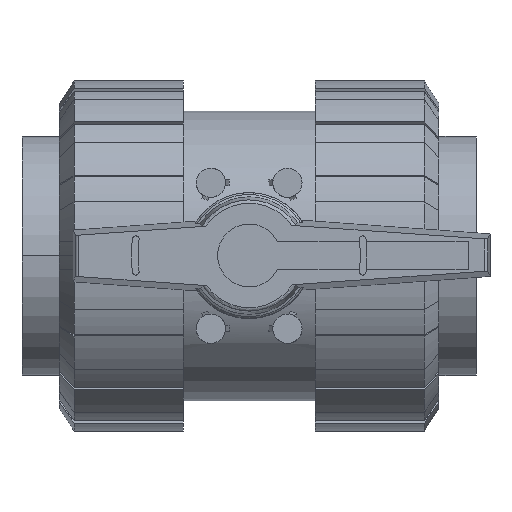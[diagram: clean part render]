
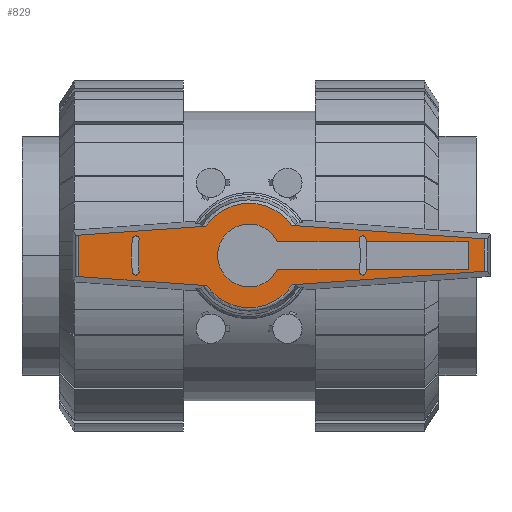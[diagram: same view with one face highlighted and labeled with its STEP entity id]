
A CAD part, top view. The second image highlights one B-rep face of the part: STEP entity #829.
In plain terms, the highlighted planar face has unit normal (0, 0, 1).
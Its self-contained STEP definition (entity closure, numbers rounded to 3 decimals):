
#829=ADVANCED_FACE('',(#1897,#1898,#1899),#1900,.T.);
#1897=FACE_BOUND('',#3278,.T.);
#1898=FACE_BOUND('',#3279,.T.);
#1899=FACE_OUTER_BOUND('',#3280,.T.);
#1900=PLANE('',#3281);
#3278=EDGE_LOOP('',(#5358,#5359,#5360,#5361,#5362,#5363,#5364,#5365,#5366,#5367,#5368,#5369,#5370));
#3279=EDGE_LOOP('',(#5371,#5372,#5373,#5374));
#3280=EDGE_LOOP('',(#5375,#5376,#5377,#5378,#5379,#5380,#5381,#5382));
#3281=AXIS2_PLACEMENT_3D('',#5383,#5384,#5385);
#5358=ORIENTED_EDGE('',*,*,#8788,.T.);
#5359=ORIENTED_EDGE('',*,*,#8861,.T.);
#5360=ORIENTED_EDGE('',*,*,#8958,.T.);
#5361=ORIENTED_EDGE('',*,*,#8960,.T.);
#5362=ORIENTED_EDGE('',*,*,#8727,.T.);
#5363=ORIENTED_EDGE('',*,*,#8792,.T.);
#5364=ORIENTED_EDGE('',*,*,#8696,.T.);
#5365=ORIENTED_EDGE('',*,*,#8962,.T.);
#5366=ORIENTED_EDGE('',*,*,#8953,.T.);
#5367=ORIENTED_EDGE('',*,*,#8857,.T.);
#5368=ORIENTED_EDGE('',*,*,#8705,.T.);
#5369=ORIENTED_EDGE('',*,*,#8687,.T.);
#5370=ORIENTED_EDGE('',*,*,#8782,.T.);
#5371=ORIENTED_EDGE('',*,*,#8967,.T.);
#5372=ORIENTED_EDGE('',*,*,#8972,.T.);
#5373=ORIENTED_EDGE('',*,*,#8976,.T.);
#5374=ORIENTED_EDGE('',*,*,#8979,.T.);
#5375=ORIENTED_EDGE('',*,*,#9052,.T.);
#5376=ORIENTED_EDGE('',*,*,#8995,.T.);
#5377=ORIENTED_EDGE('',*,*,#9026,.T.);
#5378=ORIENTED_EDGE('',*,*,#8922,.T.);
#5379=ORIENTED_EDGE('',*,*,#9079,.T.);
#5380=ORIENTED_EDGE('',*,*,#9012,.T.);
#5381=ORIENTED_EDGE('',*,*,#9019,.F.);
#5382=ORIENTED_EDGE('',*,*,#8945,.T.);
#5383=CARTESIAN_POINT('',(14.307,0.0,259.5));
#5384=DIRECTION('',(0.0,0.0,1.0));
#5385=DIRECTION('',(1.0,0.0,0.0));
#8687=EDGE_CURVE('',#10438,#10435,#10439,.T.);
#8696=EDGE_CURVE('',#10453,#10454,#10455,.T.);
#8705=EDGE_CURVE('',#10468,#10438,#10469,.T.);
#8727=EDGE_CURVE('',#10503,#10504,#10505,.T.);
#8782=EDGE_CURVE('',#10435,#10592,#10594,.T.);
#8788=EDGE_CURVE('',#10592,#10602,#10603,.T.);
#8792=EDGE_CURVE('',#10504,#10453,#10608,.T.);
#8857=EDGE_CURVE('',#10685,#10468,#10686,.T.);
#8861=EDGE_CURVE('',#10602,#10691,#10693,.T.);
#8922=EDGE_CURVE('',#10796,#10794,#10797,.T.);
#8945=EDGE_CURVE('',#10836,#10834,#10837,.T.);
#8953=EDGE_CURVE('',#10850,#10685,#10851,.T.);
#8958=EDGE_CURVE('',#10691,#10856,#10858,.T.);
#8960=EDGE_CURVE('',#10856,#10503,#10860,.T.);
#8962=EDGE_CURVE('',#10454,#10850,#10862,.T.);
#8967=EDGE_CURVE('',#10870,#10868,#10871,.T.);
#8972=EDGE_CURVE('',#10868,#10876,#10878,.T.);
#8976=EDGE_CURVE('',#10876,#10882,#10884,.T.);
#8979=EDGE_CURVE('',#10882,#10870,#10887,.T.);
#8995=EDGE_CURVE('',#10910,#10908,#10911,.T.);
#9012=EDGE_CURVE('',#10936,#10934,#10937,.T.);
#9019=EDGE_CURVE('',#10836,#10934,#10947,.T.);
#9026=EDGE_CURVE('',#10908,#10796,#10954,.T.);
#9052=EDGE_CURVE('',#10834,#10910,#10986,.T.);
#9079=EDGE_CURVE('',#10794,#10936,#11013,.T.);
#10435=VERTEX_POINT('',#13019);
#10438=VERTEX_POINT('',#13023);
#10439=CIRCLE('',#13024,17.286);
#10453=VERTEX_POINT('',#13042);
#10454=VERTEX_POINT('',#13043);
#10455=LINE('',#13044,#13045);
#10468=VERTEX_POINT('',#13072);
#10469=LINE('',#13073,#13074);
#10503=VERTEX_POINT('',#13130);
#10504=VERTEX_POINT('',#13131);
#10505=LINE('',#13132,#13133);
#10592=VERTEX_POINT('',#13251);
#10594=CIRCLE('',#13254,17.286);
#10602=VERTEX_POINT('',#13263);
#10603=LINE('',#13264,#13265);
#10608=LINE('',#13272,#13273);
#10685=VERTEX_POINT('',#13378);
#10686=CIRCLE('',#13379,62.55);
#10691=VERTEX_POINT('',#13385);
#10693=CIRCLE('',#13388,62.55);
#10794=VERTEX_POINT('',#13693);
#10796=VERTEX_POINT('',#13722);
#10797=LINE('',#13723,#13724);
#10834=VERTEX_POINT('',#13861);
#10836=VERTEX_POINT('',#13890);
#10837=LINE('',#13891,#13892);
#10850=VERTEX_POINT('',#13908);
#10851=CIRCLE('',#13909,1.85);
#10856=VERTEX_POINT('',#13915);
#10858=CIRCLE('',#13918,1.85);
#10860=CIRCLE('',#13920,66.25);
#10862=CIRCLE('',#13922,66.25);
#10868=VERTEX_POINT('',#13928);
#10870=VERTEX_POINT('',#13931);
#10871=CIRCLE('',#13932,1.85);
#10876=VERTEX_POINT('',#13938);
#10878=CIRCLE('',#13941,62.55);
#10882=VERTEX_POINT('',#13945);
#10884=CIRCLE('',#13948,1.85);
#10887=CIRCLE('',#13951,66.25);
#10908=VERTEX_POINT('',#13977);
#10910=VERTEX_POINT('',#13979);
#10911=LINE('',#13980,#13981);
#10934=VERTEX_POINT('',#14070);
#10936=VERTEX_POINT('',#14072);
#10937=LINE('',#14073,#14074);
#10947=LINE('',#14146,#14147);
#10954=LINE('',#14156,#14157);
#10986=CIRCLE('',#14259,28.613);
#11013=CIRCLE('',#14286,28.613);
#13019=CARTESIAN_POINT('',(-17.286,0.,259.5));
#13023=CARTESIAN_POINT('',(15.544,-7.563,259.5));
#13024=AXIS2_PLACEMENT_3D('',#18303,#18304,#18305);
#13042=CARTESIAN_POINT('',(120.0,-7.563,259.5));
#13043=CARTESIAN_POINT('',(64.192,-7.563,259.5));
#13044=CARTESIAN_POINT('',(37.153,-7.563,259.5));
#13045=VECTOR('',#18316,1.0);
#13072=CARTESIAN_POINT('',(60.466,-7.563,259.5));
#13073=CARTESIAN_POINT('',(37.153,-7.563,259.5));
#13074=VECTOR('',#18322,1.0);
#13130=CARTESIAN_POINT('',(64.192,7.563,259.5));
#13131=CARTESIAN_POINT('',(120.0,7.563,259.5));
#13132=CARTESIAN_POINT('',(37.153,7.563,259.5));
#13133=VECTOR('',#18342,1.0);
#13251=CARTESIAN_POINT('',(15.544,7.563,259.5));
#13254=AXIS2_PLACEMENT_3D('',#18423,#18424,#18425);
#13263=CARTESIAN_POINT('',(60.466,7.563,259.5));
#13264=CARTESIAN_POINT('',(37.153,7.563,259.5));
#13265=VECTOR('',#18433,1.0);
#13272=CARTESIAN_POINT('',(120.0,0.0,259.5));
#13273=VECTOR('',#18436,1.0);
#13378=CARTESIAN_POINT('',(60.325,-8.644,259.5));
#13379=AXIS2_PLACEMENT_3D('',#18492,#18493,#18494);
#13385=CARTESIAN_POINT('',(60.325,8.644,259.5));
#13388=AXIS2_PLACEMENT_3D('',#18500,#18501,#18502);
#13693=CARTESIAN_POINT('',(-23.384,-16.49,259.5));
#13722=CARTESIAN_POINT('',(-93.412,-11.593,259.5));
#13723=CARTESIAN_POINT('',(-4.905,-17.782,259.5));
#13724=VECTOR('',#18555,1.0);
#13861=CARTESIAN_POINT('',(23.384,16.49,259.5));
#13890=CARTESIAN_POINT('',(128.912,9.111,259.5));
#13891=CARTESIAN_POINT('',(67.447,13.409,259.5));
#13892=VECTOR('',#18572,1.0);
#13908=CARTESIAN_POINT('',(63.989,-9.156,259.5));
#13909=AXIS2_PLACEMENT_3D('',#18585,#18586,#18587);
#13915=CARTESIAN_POINT('',(63.989,9.156,259.5));
#13918=AXIS2_PLACEMENT_3D('',#18593,#18594,#18595);
#13920=AXIS2_PLACEMENT_3D('',#18596,#18597,#18598);
#13922=AXIS2_PLACEMENT_3D('',#18602,#18603,#18604);
#13928=CARTESIAN_POINT('',(-60.325,8.644,259.5));
#13931=CARTESIAN_POINT('',(-63.989,9.156,259.5));
#13932=AXIS2_PLACEMENT_3D('',#18609,#18610,#18611);
#13938=CARTESIAN_POINT('',(-60.325,-8.644,259.5));
#13941=AXIS2_PLACEMENT_3D('',#18617,#18618,#18619);
#13945=CARTESIAN_POINT('',(-63.989,-9.156,259.5));
#13948=AXIS2_PLACEMENT_3D('',#18624,#18625,#18626);
#13951=AXIS2_PLACEMENT_3D('',#18630,#18631,#18632);
#13977=CARTESIAN_POINT('',(-93.412,11.14,259.5));
#13979=CARTESIAN_POINT('',(-23.712,16.014,259.5));
#13980=CARTESIAN_POINT('',(-3.273,17.443,259.5));
#13981=VECTOR('',#18653,1.0);
#14070=CARTESIAN_POINT('',(128.912,-8.658,259.5));
#14072=CARTESIAN_POINT('',(23.712,-16.014,259.5));
#14073=CARTESIAN_POINT('',(69.016,-12.846,259.5));
#14074=VECTOR('',#18668,1.0);
#14146=CARTESIAN_POINT('',(128.912,23.0,259.5));
#14147=VECTOR('',#18670,1.0);
#14156=CARTESIAN_POINT('',(-93.412,23.0,259.5));
#14157=VECTOR('',#18673,1.0);
#14259=AXIS2_PLACEMENT_3D('',#18706,#18707,#18708);
#14286=AXIS2_PLACEMENT_3D('',#18739,#18740,#18741);
#18303=CARTESIAN_POINT('',(0.0,0.0,259.5));
#18304=DIRECTION('',(0.0,0.0,-1.0));
#18305=DIRECTION('',(1.0,0.0,0.0));
#18316=DIRECTION('',(-1.0,0.0,0.0));
#18322=DIRECTION('',(-1.0,0.0,0.0));
#18342=DIRECTION('',(1.0,0.0,-0.0));
#18423=CARTESIAN_POINT('',(0.0,0.0,259.5));
#18424=DIRECTION('',(0.0,0.0,-1.0));
#18425=DIRECTION('',(1.0,0.0,0.0));
#18433=DIRECTION('',(1.0,0.0,-0.0));
#18436=DIRECTION('',(0.0,-1.0,0.0));
#18492=CARTESIAN_POINT('',(-1.625,0.,259.5));
#18493=DIRECTION('',(0.0,0.0,1.0));
#18494=DIRECTION('',(0.99,-0.138,0.0));
#18500=CARTESIAN_POINT('',(-1.625,0.,259.5));
#18501=DIRECTION('',(0.0,0.0,1.0));
#18502=DIRECTION('',(0.99,-0.138,0.0));
#18555=DIRECTION('',(0.998,-0.07,0.0));
#18572=DIRECTION('',(-0.998,0.07,0.0));
#18585=CARTESIAN_POINT('',(62.157,-8.9,259.5));
#18586=DIRECTION('',(-0.0,0.0,-1.0));
#18587=DIRECTION('',(-0.99,0.138,0.0));
#18593=CARTESIAN_POINT('',(62.157,8.9,259.5));
#18594=DIRECTION('',(0.0,0.0,-1.0));
#18595=DIRECTION('',(0.99,0.138,0.0));
#18596=CARTESIAN_POINT('',(-1.625,0.,259.5));
#18597=DIRECTION('',(0.0,-0.0,-1.0));
#18598=DIRECTION('',(0.99,-0.138,0.0));
#18602=CARTESIAN_POINT('',(-1.625,0.,259.5));
#18603=DIRECTION('',(0.0,-0.0,-1.0));
#18604=DIRECTION('',(0.99,-0.138,0.0));
#18609=CARTESIAN_POINT('',(-62.157,8.9,259.5));
#18610=DIRECTION('',(0.0,-0.0,-1.0));
#18611=DIRECTION('',(0.99,-0.138,0.0));
#18617=CARTESIAN_POINT('',(1.625,0.,259.5));
#18618=DIRECTION('',(0.0,0.0,1.0));
#18619=DIRECTION('',(-0.99,0.138,0.0));
#18624=CARTESIAN_POINT('',(-62.157,-8.9,259.5));
#18625=DIRECTION('',(-0.0,0.0,-1.0));
#18626=DIRECTION('',(-0.99,-0.138,0.0));
#18630=CARTESIAN_POINT('',(1.625,0.,259.5));
#18631=DIRECTION('',(-0.0,0.0,-1.0));
#18632=DIRECTION('',(-0.99,0.138,0.0));
#18653=DIRECTION('',(-0.998,-0.07,0.0));
#18668=DIRECTION('',(0.998,0.07,-0.0));
#18670=DIRECTION('',(0.0,-1.0,0.0));
#18673=DIRECTION('',(0.0,-1.0,0.0));
#18706=CARTESIAN_POINT('',(0.0,0.0,259.5));
#18707=DIRECTION('',(0.0,0.0,1.0));
#18708=DIRECTION('',(1.0,0.0,0.0));
#18739=CARTESIAN_POINT('',(0.0,0.0,259.5));
#18740=DIRECTION('',(0.0,0.0,1.0));
#18741=DIRECTION('',(1.0,0.0,0.0));
